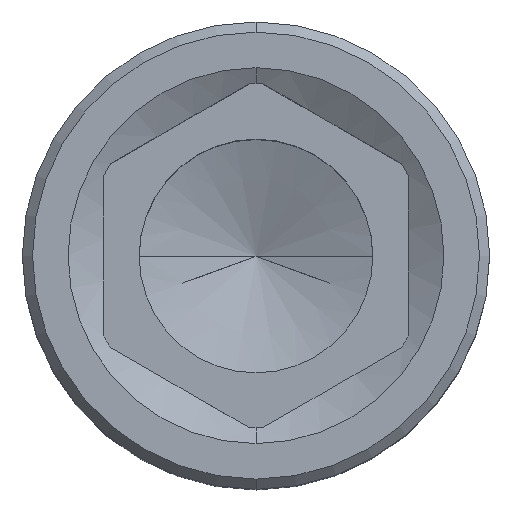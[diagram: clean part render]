
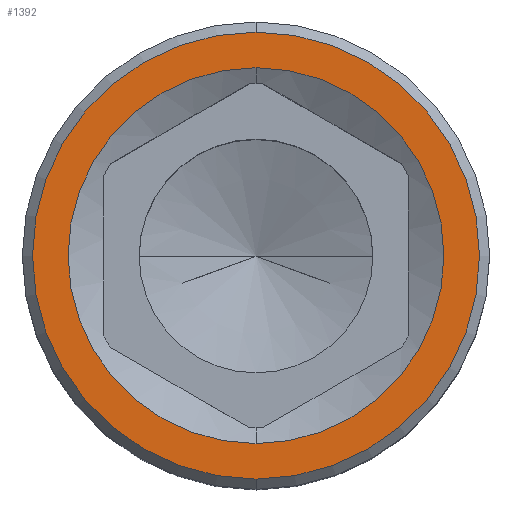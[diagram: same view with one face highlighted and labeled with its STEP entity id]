
A CAD part, top view. The second image highlights one B-rep face of the part: STEP entity #1392.
In plain terms, the highlighted planar face has unit normal (0, 0, 1).
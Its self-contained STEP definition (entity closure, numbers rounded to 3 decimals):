
#66=CARTESIAN_POINT('',(0.,0.,100.));
#67=DIRECTION('',(0.,0.,-1.));
#68=DIRECTION('',(0.,1.,0.));
#69=AXIS2_PLACEMENT_3D('',#66,#67,#68);
#71=CARTESIAN_POINT('',(0.,0.,100.));
#72=DIRECTION('',(0.,0.,-1.));
#73=DIRECTION('',(0.,-1.,0.));
#74=AXIS2_PLACEMENT_3D('',#71,#72,#73);
#76=CARTESIAN_POINT('',(0.,0.,100.));
#77=DIRECTION('',(0.,0.,1.));
#78=DIRECTION('',(0.,-1.,0.));
#79=AXIS2_PLACEMENT_3D('',#76,#77,#78);
#81=CARTESIAN_POINT('',(0.,0.,100.));
#82=DIRECTION('',(0.,0.,1.));
#83=DIRECTION('',(0.,1.,0.));
#84=AXIS2_PLACEMENT_3D('',#81,#82,#83);
#1213=CARTESIAN_POINT('',(0.,9.25,100.));
#1214=CARTESIAN_POINT('',(0.,-9.25,100.));
#1215=VERTEX_POINT('',#1213);
#1216=VERTEX_POINT('',#1214);
#1337=CARTESIAN_POINT('',(0.,-11.,100.));
#1338=CARTESIAN_POINT('',(0.,11.,100.));
#1339=VERTEX_POINT('',#1337);
#1340=VERTEX_POINT('',#1338);
#1376=CARTESIAN_POINT('',(0.,0.,100.));
#1377=DIRECTION('',(0.,0.,1.));
#1378=DIRECTION('',(0.,1.,0.));
#1379=AXIS2_PLACEMENT_3D('',#1376,#1377,#1378);
#1380=PLANE('',#1379);
#1382=ORIENTED_EDGE('',*,*,#1381,.F.);
#1383=ORIENTED_EDGE('',*,*,#1366,.F.);
#1384=EDGE_LOOP('',(#1382,#1383));
#1385=FACE_OUTER_BOUND('',#1384,.F.);
#1387=ORIENTED_EDGE('',*,*,#1386,.F.);
#1389=ORIENTED_EDGE('',*,*,#1388,.F.);
#1390=EDGE_LOOP('',(#1387,#1389));
#1391=FACE_BOUND('',#1390,.F.);
#1392=ADVANCED_FACE('',(#1385,#1391),#1380,.T.);
#70=CIRCLE('',#69,9.25);
#75=CIRCLE('',#74,9.25);
#80=CIRCLE('',#79,11.);
#85=CIRCLE('',#84,11.);
#1366=EDGE_CURVE('',#1340,#1339,#85,.T.);
#1381=EDGE_CURVE('',#1339,#1340,#80,.T.);
#1386=EDGE_CURVE('',#1215,#1216,#70,.T.);
#1388=EDGE_CURVE('',#1216,#1215,#75,.T.);
